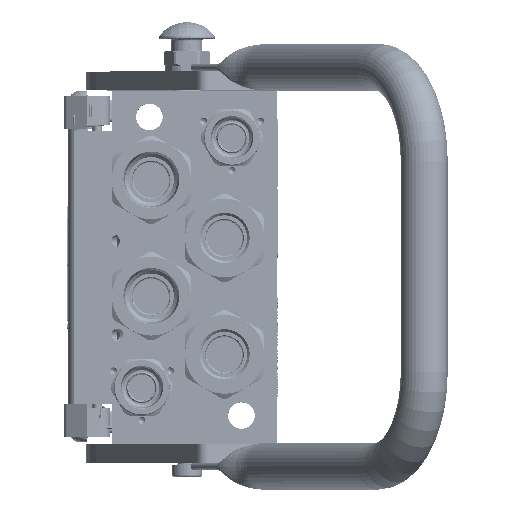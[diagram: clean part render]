
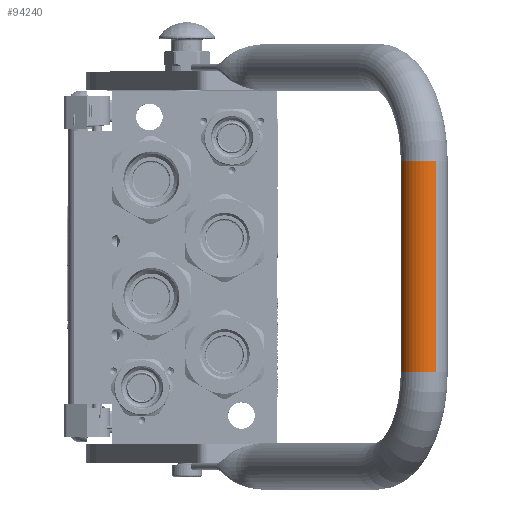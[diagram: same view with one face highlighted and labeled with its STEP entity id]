
A CAD part, top view. The second image highlights one B-rep face of the part: STEP entity #94240.
In plain terms, the highlighted cylindrical face has radius 12.5 mm (diameter 25 mm), a partial arc.
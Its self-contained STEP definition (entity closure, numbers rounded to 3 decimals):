
#892 = EDGE_CURVE ( 'NONE', #161624, #56556, #56120, .T. ) ;
#24157 = EDGE_LOOP ( 'NONE', ( #119611, #140214, #72151, #88673 ) ) ;
#24468 = EDGE_CURVE ( 'NONE', #115236, #161624, #168555, .T. ) ;
#25119 = VECTOR ( 'NONE', #60180, 1000. ) ;
#26852 = AXIS2_PLACEMENT_3D ( 'NONE', #134968, #120847, #77236 ) ;
#34289 = LINE ( 'NONE', #133306, #25119 ) ;
#41870 = FACE_OUTER_BOUND ( 'NONE', #24157, .T. ) ;
#42003 = DIRECTION ( 'NONE',  ( 1., 0., 0. ) ) ;
#51184 = CARTESIAN_POINT ( 'NONE',  ( -56.25, 0., 155. ) ) ;
#56120 = LINE ( 'NONE', #146496, #168584 ) ;
#56556 = VERTEX_POINT ( 'NONE', #174733 ) ;
#60180 = DIRECTION ( 'NONE',  ( 1., 0., 0. ) ) ;
#71314 = CARTESIAN_POINT ( 'NONE',  ( 56.25, 0., 180. ) ) ;
#71725 = CYLINDRICAL_SURFACE ( 'NONE', #163292, 12.5 ) ;
#72124 = CARTESIAN_POINT ( 'NONE',  ( -56.25, 0., 167.5 ) ) ;
#72151 = ORIENTED_EDGE ( 'NONE', *, *, #161363, .F. ) ;
#77236 = DIRECTION ( 'NONE',  ( 0., 0., 1. ) ) ;
#77757 = CIRCLE ( 'NONE', #26852, 12.5 ) ;
#83116 = DIRECTION ( 'NONE',  ( -1., 0., 0. ) ) ;
#88673 = ORIENTED_EDGE ( 'NONE', *, *, #24468, .T. ) ;
#89419 = VERTEX_POINT ( 'NONE', #71314 ) ;
#94240 = ADVANCED_FACE ( 'NONE', ( #41870 ), #71725, .T. ) ;
#115236 = VERTEX_POINT ( 'NONE', #175125 ) ;
#119611 = ORIENTED_EDGE ( 'NONE', *, *, #892, .T. ) ;
#120847 = DIRECTION ( 'NONE',  ( 1., 0., 0. ) ) ;
#133306 = CARTESIAN_POINT ( 'NONE',  ( -56.25, 0., 180. ) ) ;
#134968 = CARTESIAN_POINT ( 'NONE',  ( 56.25, 0., 167.5 ) ) ;
#140214 = ORIENTED_EDGE ( 'NONE', *, *, #142366, .F. ) ;
#140825 = CARTESIAN_POINT ( 'NONE',  ( -56.25, 0., 167.5 ) ) ;
#142366 = EDGE_CURVE ( 'NONE', #89419, #56556, #77757, .T. ) ;
#146496 = CARTESIAN_POINT ( 'NONE',  ( -56.25, 0., 155. ) ) ;
#154968 = DIRECTION ( 'NONE',  ( 0., 0., -1. ) ) ;
#161363 = EDGE_CURVE ( 'NONE', #115236, #89419, #34289, .T. ) ;
#161624 = VERTEX_POINT ( 'NONE', #51184 ) ;
#163292 = AXIS2_PLACEMENT_3D ( 'NONE', #140825, #83116, #154968 ) ;
#167682 = AXIS2_PLACEMENT_3D ( 'NONE', #72124, #176562, #175330 ) ;
#168555 = CIRCLE ( 'NONE', #167682, 12.5 ) ;
#168584 = VECTOR ( 'NONE', #42003, 1000. ) ;
#174733 = CARTESIAN_POINT ( 'NONE',  ( 56.25, 0., 155. ) ) ;
#175125 = CARTESIAN_POINT ( 'NONE',  ( -56.25, 0., 180. ) ) ;
#175330 = DIRECTION ( 'NONE',  ( 0., 0., 1. ) ) ;
#176562 = DIRECTION ( 'NONE',  ( 1., 0., 0. ) ) ;
